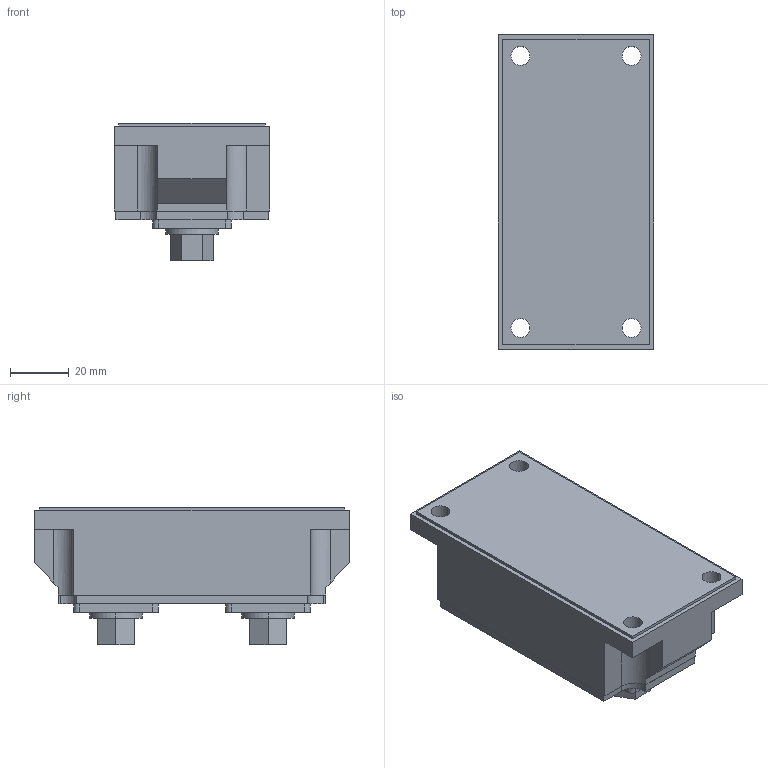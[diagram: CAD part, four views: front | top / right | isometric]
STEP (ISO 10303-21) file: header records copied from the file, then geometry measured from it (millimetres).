
FILE_DESCRIPTION (( 'STEP AP214' ), '1' );
FILE_NAME ('40CDG2DA400.STEP', '2025-04-07T07:54:04', ( '' ), ( 'Microsoft' ), 'SwSTEP 2.0', 'SolidWorks 2014', '' );
FILE_SCHEMA (( 'AUTOMOTIVE_DESIGN' ));
Length unit declared in the file: millimetre
Products named in the file (1): 40CDG2DA400
Bounding box: 53 x 107.5 x 47 mm (x, y, z)
Volume: 171605.5 mm3; surface area: 23144.9 mm2
Topology: 1 solids, 1 shells, 101 faces, 268 edges, 176 vertices
Faces by surface type: plane 73, cylinder 28
Entity records: 3172 total; most frequent: CARTESIAN_POINT 558, ORIENTED_EDGE 536, DIRECTION 532, EDGE_CURVE 268, VECTOR 200, LINE 200, VERTEX_POINT 176, AXIS2_PLACEMENT_3D 166
